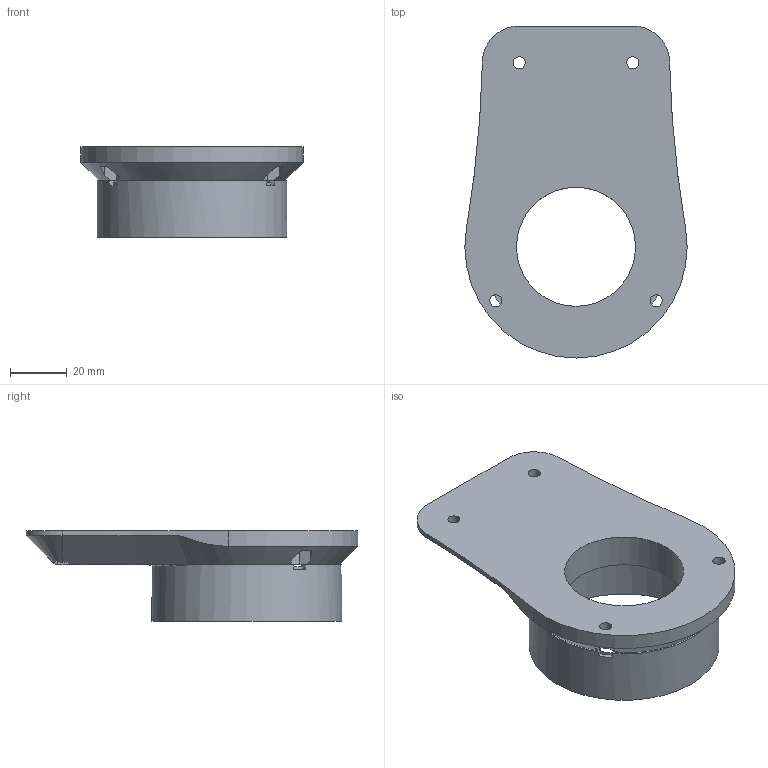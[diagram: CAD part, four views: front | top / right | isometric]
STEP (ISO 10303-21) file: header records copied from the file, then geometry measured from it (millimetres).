
FILE_DESCRIPTION(/* description */ (''),/* implementation_level */ '2;1');
FILE_NAME(/* name */ 'Arm - mounting top ball bearing ML_Version v1.step',/* time_stamp */ '2022-05-20T11:01:31-04:00',/* author */ (''),/* organization */ (''),/* preprocessor_version */ 'ST-DEVELOPER v18.1',/* originating_system */ 'Autodesk Translation Framework v10.14.0.1471',/* authorisation */ '');
FILE_SCHEMA (('AUTOMOTIVE_DESIGN { 1 0 10303 214 3 1 1 }'));
Length unit declared in the file: metre
Products named in the file (5): Arm - mounting top ball bearing ML_Version; Arm - mounting top updated for ball bearing v1; Arm - mounting top updated for ball bearing v1 (1); Arm - mounting top updated for ball bearing v1 (2); Arm - mounting top updated for ball bearing v1 (3)
Assembly tree (4 placements, depth 3):
  Arm - mounting top ball bearing ML_Version
    Arm - mounting top updated for ball bearing v1
      Arm - mounting top updated for ball bearing v1 (1)
      Arm - mounting top updated for ball bearing v1 (2)
      Arm - mounting top updated for ball bearing v1 (3)
Bounding box: 78.44 x 117.12 x 32 mm (x, y, z)
Volume: 71757.6 mm3; surface area: 25909.4 mm2
Topology: 3 solids, 3 shells, 73 faces, 202 edges, 132 vertices
Faces by surface type: plane 49, cylinder 14, cone 7, bspline 2, torus 1
Full cylindrical faces by diameter (mm): 4.3 x4, 42 x1, 63 x1, 67 x1
Entity records: 2606 total; most frequent: CARTESIAN_POINT 592, ORIENTED_EDGE 404, DIRECTION 394, EDGE_CURVE 202, AXIS2_PLACEMENT_3D 138, VERTEX_POINT 132, LINE 118, VECTOR 118
